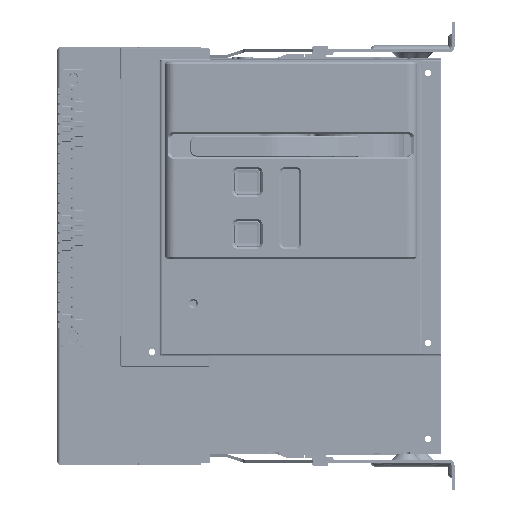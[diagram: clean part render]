
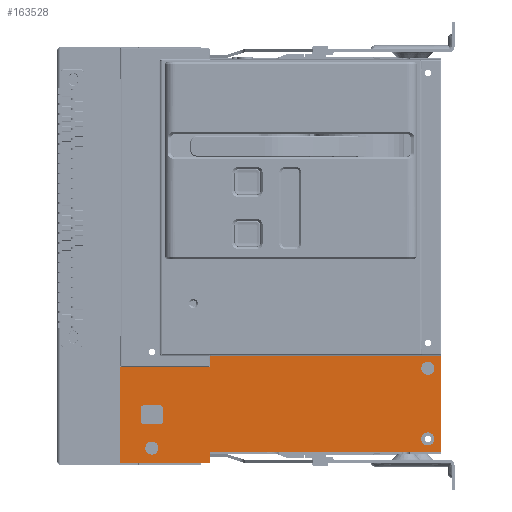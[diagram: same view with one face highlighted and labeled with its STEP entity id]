
A CAD part, left-side view. The second image highlights one B-rep face of the part: STEP entity #163528.
In plain terms, the highlighted planar face has unit normal (-1, 0, 0).
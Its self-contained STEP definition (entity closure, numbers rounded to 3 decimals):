
#53357=CARTESIAN_POINT('',(-67.,229.5,-204.));
#53358=DIRECTION('',(-1.,0.,0.));
#53359=DIRECTION('',(0.,0.,-1.));
#53360=AXIS2_PLACEMENT_3D('',#53357,#53358,#53359);
#53362=DIRECTION('',(0.,1.,0.));
#53363=VECTOR('',#53362,88.5);
#53364=CARTESIAN_POINT('',(-67.,229.5,-204.5));
#53365=LINE('',#53364,#53363);
#53366=DIRECTION('',(0.,0.,1.));
#53367=VECTOR('',#53366,95.);
#53368=CARTESIAN_POINT('',(-67.,318.,-204.5));
#53369=LINE('',#53368,#53367);
#53370=DIRECTION('',(0.,-1.,0.));
#53371=VECTOR('',#53370,89.);
#53372=CARTESIAN_POINT('',(-67.,318.,-109.5));
#53373=LINE('',#53372,#53371);
#53374=DIRECTION('',(0.,0.,1.));
#53375=VECTOR('',#53374,11.);
#53376=CARTESIAN_POINT('',(-67.,229.,-109.5));
#53377=LINE('',#53376,#53375);
#53378=DIRECTION('',(0.,-1.,0.));
#53379=VECTOR('',#53378,229.);
#53380=CARTESIAN_POINT('',(-67.,229.,-98.5));
#53381=LINE('',#53380,#53379);
#53382=DIRECTION('',(0.,0.,-1.));
#53383=VECTOR('',#53382,95.);
#53384=CARTESIAN_POINT('',(-67.,0.,-98.5));
#53385=LINE('',#53384,#53383);
#53386=DIRECTION('',(0.,1.,0.));
#53387=VECTOR('',#53386,227.);
#53388=CARTESIAN_POINT('',(-67.,0.,-193.5));
#53389=LINE('',#53388,#53387);
#53390=DIRECTION('',(0.,0.,-1.));
#53391=VECTOR('',#53390,8.5);
#53392=CARTESIAN_POINT('',(-67.,229.,-195.5));
#53393=LINE('',#53392,#53391);
#53394=CARTESIAN_POINT('',(-67.,286.5,-190.));
#53395=DIRECTION('',(-1.,0.,0.));
#53396=DIRECTION('',(0.,-1.,0.));
#53397=AXIS2_PLACEMENT_3D('',#53394,#53395,#53396);
#53399=CARTESIAN_POINT('',(-67.,286.5,-190.));
#53400=DIRECTION('',(-1.,0.,0.));
#53401=DIRECTION('',(0.,1.,0.));
#53402=AXIS2_PLACEMENT_3D('',#53399,#53400,#53401);
#53404=CARTESIAN_POINT('',(-67.,13.5,-181.));
#53405=DIRECTION('',(-1.,0.,0.));
#53406=DIRECTION('',(0.,-1.,0.));
#53407=AXIS2_PLACEMENT_3D('',#53404,#53405,#53406);
#53409=CARTESIAN_POINT('',(-67.,13.5,-181.));
#53410=DIRECTION('',(-1.,0.,0.));
#53411=DIRECTION('',(0.,1.,0.));
#53412=AXIS2_PLACEMENT_3D('',#53409,#53410,#53411);
#53414=CARTESIAN_POINT('',(-67.,13.5,-111.));
#53415=DIRECTION('',(-1.,0.,0.));
#53416=DIRECTION('',(0.,-1.,0.));
#53417=AXIS2_PLACEMENT_3D('',#53414,#53415,#53416);
#53419=CARTESIAN_POINT('',(-67.,13.5,-111.));
#53420=DIRECTION('',(-1.,0.,0.));
#53421=DIRECTION('',(0.,1.,0.));
#53422=AXIS2_PLACEMENT_3D('',#53419,#53420,#53421);
#53424=CARTESIAN_POINT('',(-67.,294.1,-163.1));
#53425=DIRECTION('',(-1.,0.,0.));
#53426=DIRECTION('',(0.,1.,0.));
#53427=AXIS2_PLACEMENT_3D('',#53424,#53425,#53426);
#53429=DIRECTION('',(0.,-1.,0.));
#53430=VECTOR('',#53429,15.2);
#53431=CARTESIAN_POINT('',(-67.,294.1,-166.5));
#53432=LINE('',#53431,#53430);
#53433=CARTESIAN_POINT('',(-67.,278.9,-163.1));
#53434=DIRECTION('',(-1.,0.,0.));
#53435=DIRECTION('',(0.,0.,-1.));
#53436=AXIS2_PLACEMENT_3D('',#53433,#53434,#53435);
#53438=DIRECTION('',(0.,0.,1.));
#53439=VECTOR('',#53438,12.2);
#53440=CARTESIAN_POINT('',(-67.,275.5,-163.1));
#53441=LINE('',#53440,#53439);
#53442=CARTESIAN_POINT('',(-67.,278.9,-150.9));
#53443=DIRECTION('',(-1.,0.,0.));
#53444=DIRECTION('',(0.,-1.,0.));
#53445=AXIS2_PLACEMENT_3D('',#53442,#53443,#53444);
#53447=DIRECTION('',(0.,1.,0.));
#53448=VECTOR('',#53447,15.2);
#53449=CARTESIAN_POINT('',(-67.,278.9,-147.5));
#53450=LINE('',#53449,#53448);
#53451=CARTESIAN_POINT('',(-67.,294.1,-150.9));
#53452=DIRECTION('',(-1.,0.,0.));
#53453=DIRECTION('',(0.,0.,1.));
#53454=AXIS2_PLACEMENT_3D('',#53451,#53452,#53453);
#53456=DIRECTION('',(0.,0.,-1.));
#53457=VECTOR('',#53456,12.2);
#53458=CARTESIAN_POINT('',(-67.,297.5,-150.9));
#53459=LINE('',#53458,#53457);
#53473=CARTESIAN_POINT('',(-67.,227.,-195.5));
#53474=DIRECTION('',(1.,0.,0.));
#53475=DIRECTION('',(0.,1.,0.));
#53476=AXIS2_PLACEMENT_3D('',#53473,#53474,#53475);
#80606=CARTESIAN_POINT('',(-67.,0.,-98.5));
#80607=CARTESIAN_POINT('',(-67.,0.,-193.5));
#80608=VERTEX_POINT('',#80606);
#80609=VERTEX_POINT('',#80607);
#80610=CARTESIAN_POINT('',(-67.,229.,-98.5));
#80611=VERTEX_POINT('',#80610);
#80612=CARTESIAN_POINT('',(-67.,229.,-109.5));
#80613=VERTEX_POINT('',#80612);
#80614=CARTESIAN_POINT('',(-67.,318.,-109.5));
#80615=VERTEX_POINT('',#80614);
#80616=CARTESIAN_POINT('',(-67.,318.,-204.5));
#80617=VERTEX_POINT('',#80616);
#80860=CARTESIAN_POINT('',(-67.,280.,-190.));
#80861=CARTESIAN_POINT('',(-67.,293.,-190.));
#80862=VERTEX_POINT('',#80860);
#80863=VERTEX_POINT('',#80861);
#80864=CARTESIAN_POINT('',(-67.,7.,-181.));
#80865=CARTESIAN_POINT('',(-67.,20.,-181.));
#80866=VERTEX_POINT('',#80864);
#80867=VERTEX_POINT('',#80865);
#80868=CARTESIAN_POINT('',(-67.,7.,-111.));
#80869=CARTESIAN_POINT('',(-67.,20.,-111.));
#80870=VERTEX_POINT('',#80868);
#80871=VERTEX_POINT('',#80869);
#81070=CARTESIAN_POINT('',(-67.,227.,-193.5));
#81072=VERTEX_POINT('',#81070);
#81074=CARTESIAN_POINT('',(-67.,229.,-195.5));
#81076=VERTEX_POINT('',#81074);
#81105=CARTESIAN_POINT('',(-67.,229.5,-204.5));
#81106=VERTEX_POINT('',#81105);
#81107=CARTESIAN_POINT('',(-67.,229.,-204.));
#81108=VERTEX_POINT('',#81107);
#81193=CARTESIAN_POINT('',(-67.,297.5,-163.1));
#81194=CARTESIAN_POINT('',(-67.,294.1,-166.5));
#81195=VERTEX_POINT('',#81193);
#81196=VERTEX_POINT('',#81194);
#81197=CARTESIAN_POINT('',(-67.,278.9,-166.5));
#81198=VERTEX_POINT('',#81197);
#81199=CARTESIAN_POINT('',(-67.,275.5,-163.1));
#81200=VERTEX_POINT('',#81199);
#81201=CARTESIAN_POINT('',(-67.,275.5,-150.9));
#81202=VERTEX_POINT('',#81201);
#81203=CARTESIAN_POINT('',(-67.,278.9,-147.5));
#81204=VERTEX_POINT('',#81203);
#81205=CARTESIAN_POINT('',(-67.,294.1,-147.5));
#81206=VERTEX_POINT('',#81205);
#81207=CARTESIAN_POINT('',(-67.,297.5,-150.9));
#81208=VERTEX_POINT('',#81207);
#163472=CARTESIAN_POINT('',(-67.,208.69,-161.53));
#163473=DIRECTION('',(-1.,0.,0.));
#163474=DIRECTION('',(0.,-1.,0.));
#163475=AXIS2_PLACEMENT_3D('',#163472,#163473,#163474);
#163476=PLANE('',#163475);
#163478=ORIENTED_EDGE('',*,*,#163477,.F.);
#163479=ORIENTED_EDGE('',*,*,#94679,.T.);
#163480=ORIENTED_EDGE('',*,*,#94695,.T.);
#163481=ORIENTED_EDGE('',*,*,#94713,.T.);
#163483=ORIENTED_EDGE('',*,*,#163482,.T.);
#163484=ORIENTED_EDGE('',*,*,#97770,.T.);
#163485=ORIENTED_EDGE('',*,*,#97123,.T.);
#163486=ORIENTED_EDGE('',*,*,#97063,.T.);
#163488=ORIENTED_EDGE('',*,*,#163487,.F.);
#163490=ORIENTED_EDGE('',*,*,#163489,.T.);
#163491=EDGE_LOOP('',(#163478,#163479,#163480,#163481,#163483,#163484,#163485,
#163486,#163488,#163490));
#163492=FACE_OUTER_BOUND('',#163491,.F.);
#163493=ORIENTED_EDGE('',*,*,#163462,.T.);
#163495=ORIENTED_EDGE('',*,*,#163494,.T.);
#163496=EDGE_LOOP('',(#163493,#163495));
#163497=FACE_BOUND('',#163496,.F.);
#163499=ORIENTED_EDGE('',*,*,#163498,.T.);
#163501=ORIENTED_EDGE('',*,*,#163500,.T.);
#163502=EDGE_LOOP('',(#163499,#163501));
#163503=FACE_BOUND('',#163502,.F.);
#163505=ORIENTED_EDGE('',*,*,#163504,.T.);
#163507=ORIENTED_EDGE('',*,*,#163506,.T.);
#163508=EDGE_LOOP('',(#163505,#163507));
#163509=FACE_BOUND('',#163508,.F.);
#163511=ORIENTED_EDGE('',*,*,#163510,.T.);
#163513=ORIENTED_EDGE('',*,*,#163512,.T.);
#163515=ORIENTED_EDGE('',*,*,#163514,.T.);
#163517=ORIENTED_EDGE('',*,*,#163516,.T.);
#163519=ORIENTED_EDGE('',*,*,#163518,.T.);
#163521=ORIENTED_EDGE('',*,*,#163520,.T.);
#163523=ORIENTED_EDGE('',*,*,#163522,.T.);
#163525=ORIENTED_EDGE('',*,*,#163524,.T.);
#163526=EDGE_LOOP('',(#163511,#163513,#163515,#163517,#163519,#163521,#163523,
#163525));
#163527=FACE_BOUND('',#163526,.F.);
#163528=ADVANCED_FACE('',(#163492,#163497,#163503,#163509,#163527),#163476,.T.);
#53361=CIRCLE('',#53360,0.5);
#53398=CIRCLE('',#53397,6.5);
#53403=CIRCLE('',#53402,6.5);
#53408=CIRCLE('',#53407,6.5);
#53413=CIRCLE('',#53412,6.5);
#53418=CIRCLE('',#53417,6.5);
#53423=CIRCLE('',#53422,6.5);
#53428=CIRCLE('',#53427,3.4);
#53437=CIRCLE('',#53436,3.4);
#53446=CIRCLE('',#53445,3.4);
#53455=CIRCLE('',#53454,3.4);
#53477=CIRCLE('',#53476,2.);
#94679=EDGE_CURVE('',#81106,#80617,#53365,.T.);
#94695=EDGE_CURVE('',#80617,#80615,#53369,.T.);
#94713=EDGE_CURVE('',#80615,#80613,#53373,.T.);
#97063=EDGE_CURVE('',#80609,#81072,#53389,.T.);
#97123=EDGE_CURVE('',#80608,#80609,#53385,.T.);
#97770=EDGE_CURVE('',#80611,#80608,#53381,.T.);
#163462=EDGE_CURVE('',#80862,#80863,#53398,.T.);
#163477=EDGE_CURVE('',#81106,#81108,#53361,.T.);
#163482=EDGE_CURVE('',#80613,#80611,#53377,.T.);
#163487=EDGE_CURVE('',#81076,#81072,#53477,.T.);
#163489=EDGE_CURVE('',#81076,#81108,#53393,.T.);
#163494=EDGE_CURVE('',#80863,#80862,#53403,.T.);
#163498=EDGE_CURVE('',#80866,#80867,#53408,.T.);
#163500=EDGE_CURVE('',#80867,#80866,#53413,.T.);
#163504=EDGE_CURVE('',#80870,#80871,#53418,.T.);
#163506=EDGE_CURVE('',#80871,#80870,#53423,.T.);
#163510=EDGE_CURVE('',#81195,#81196,#53428,.T.);
#163512=EDGE_CURVE('',#81196,#81198,#53432,.T.);
#163514=EDGE_CURVE('',#81198,#81200,#53437,.T.);
#163516=EDGE_CURVE('',#81200,#81202,#53441,.T.);
#163518=EDGE_CURVE('',#81202,#81204,#53446,.T.);
#163520=EDGE_CURVE('',#81204,#81206,#53450,.T.);
#163522=EDGE_CURVE('',#81206,#81208,#53455,.T.);
#163524=EDGE_CURVE('',#81208,#81195,#53459,.T.);
